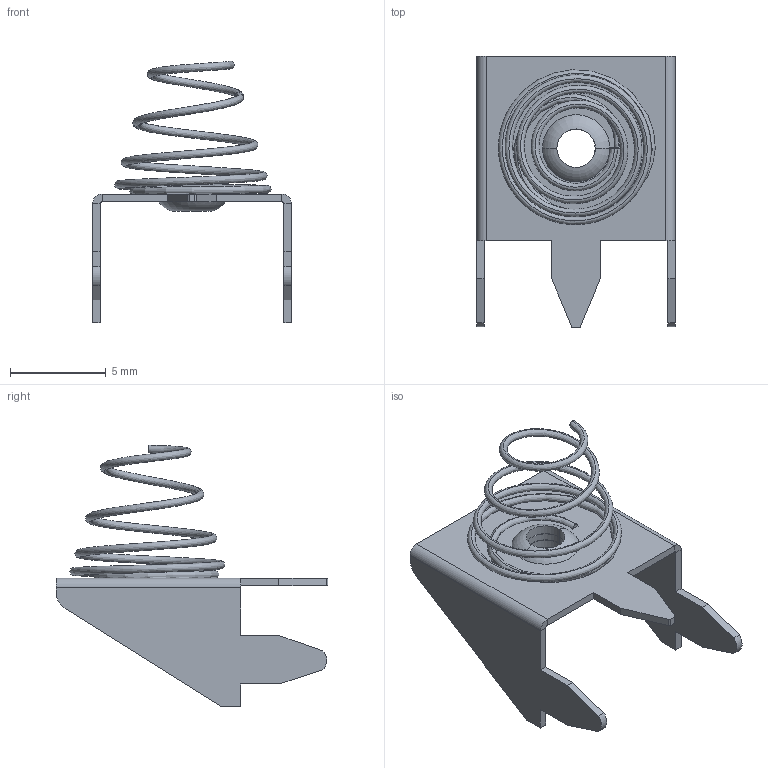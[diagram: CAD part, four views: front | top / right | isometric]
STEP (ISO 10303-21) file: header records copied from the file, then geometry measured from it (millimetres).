
FILE_DESCRIPTION (( 'STEP AP214' ), '1' );
FILE_NAME ('User Library-Keystone629.STEP', '2018-03-06T01:33:23', ( '' ), ( '' ), 'SwSTEP 2.0', 'SolidWorks 2018', '' );
FILE_SCHEMA (( 'AUTOMOTIVE_DESIGN' ));
Length unit declared in the file: millimetre
Products named in the file (1): User Library-Keystone629
Bounding box: 10.41 x 14.22 x 13.68 mm (x, y, z)
Volume: 94.4 mm3; surface area: 550.9 mm2
Topology: 1 solids, 1 shells, 62 faces, 155 edges, 96 vertices
Faces by surface type: plane 40, cylinder 16, torus 4, bspline 2
Entity records: 4075 total; most frequent: CARTESIAN_POINT 2540, DIRECTION 317, ORIENTED_EDGE 310, EDGE_CURVE 155, AXIS2_PLACEMENT_3D 107, LINE 103, VECTOR 103, VERTEX_POINT 96
